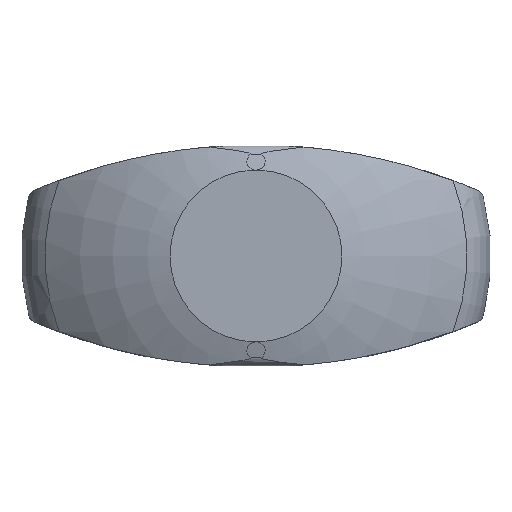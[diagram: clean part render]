
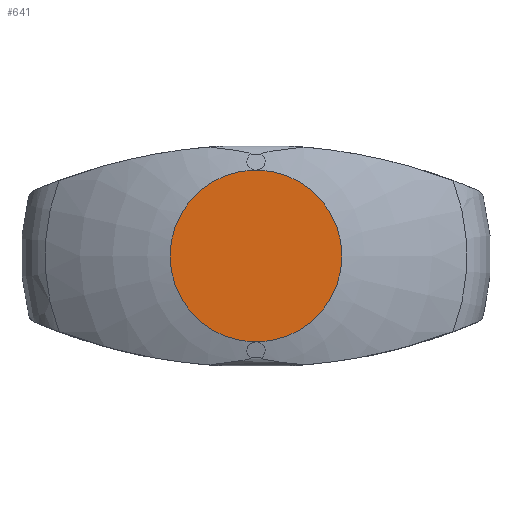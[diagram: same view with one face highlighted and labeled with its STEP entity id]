
A CAD part, top view. The second image highlights one B-rep face of the part: STEP entity #641.
In plain terms, the highlighted planar face has unit normal (0, 0, 1).
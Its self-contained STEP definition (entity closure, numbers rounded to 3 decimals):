
#551=VERTEX_POINT('',#1572);
#593=EDGE_CURVE('',#921,#913,#1618,.T.);
#641=ADVANCED_FACE('',(#1670),#1671,.F.);
#661=EDGE_CURVE('',#921,#551,#1692,.T.);
#913=VERTEX_POINT('',#1969);
#921=VERTEX_POINT('',#1978);
#1019=EDGE_CURVE('',#1103,#913,#2085,.T.);
#1103=VERTEX_POINT('',#2176);
#1445=EDGE_CURVE('',#551,#1103,#2551,.T.);
#1572=CARTESIAN_POINT('',(-0.043,7.5,34.8));
#1618=LINE('',#2927,#2928);
#1670=FACE_OUTER_BOUND('',#3129,.T.);
#1671=PLANE('',#3130);
#1692=CIRCLE('',#3209,7.5);
#1969=CARTESIAN_POINT('',(0.043,-7.5,34.8));
#1978=CARTESIAN_POINT('',(-0.043,-7.5,34.8));
#2085=CIRCLE('',#4609,7.5);
#2176=CARTESIAN_POINT('',(0.043,7.5,34.8));
#2551=LINE('',#6070,#6071);
#2927=CARTESIAN_POINT('',(-30.0,-7.5,34.8));
#2928=VECTOR('',#6432,1.0);
#3129=EDGE_LOOP('',(#6474,#6475,#6476,#6477));
#3130=AXIS2_PLACEMENT_3D('',#6478,#6479,#6480);
#3209=AXIS2_PLACEMENT_3D('',#6494,#6495,#6496);
#4609=AXIS2_PLACEMENT_3D('',#6942,#6943,#6944);
#6070=CARTESIAN_POINT('',(-30.0,7.5,34.8));
#6071=VECTOR('',#7444,1.0);
#6432=DIRECTION('',(1.0,0.,0.));
#6474=ORIENTED_EDGE('',*,*,#1019,.F.);
#6475=ORIENTED_EDGE('',*,*,#1445,.F.);
#6476=ORIENTED_EDGE('',*,*,#661,.F.);
#6477=ORIENTED_EDGE('',*,*,#593,.T.);
#6478=CARTESIAN_POINT('',(-30.0,7.5,34.8));
#6479=DIRECTION('',(0.,0.,-1.0));
#6480=DIRECTION('',(0.,1.0,0.0));
#6494=CARTESIAN_POINT('',(0.,0.,34.8));
#6495=DIRECTION('',(0.,0.,-1.0));
#6496=DIRECTION('',(-1.0,0.,0.));
#6942=CARTESIAN_POINT('',(0.,0.,34.8));
#6943=DIRECTION('',(0.,0.,-1.0));
#6944=DIRECTION('',(-1.0,0.,0.));
#7444=DIRECTION('',(1.0,0.,0.));
